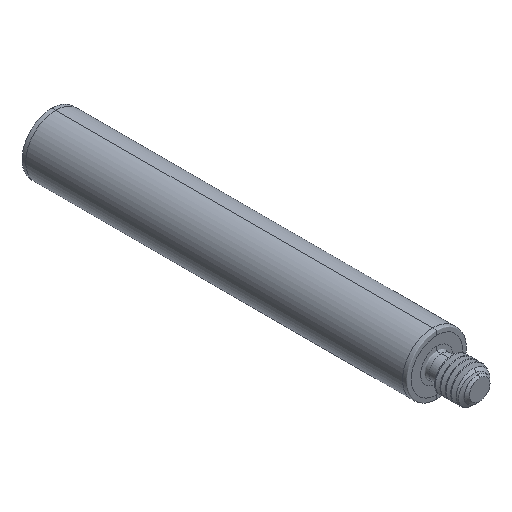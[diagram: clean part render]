
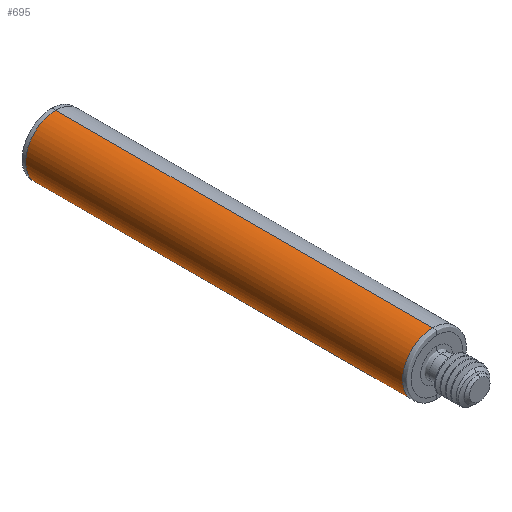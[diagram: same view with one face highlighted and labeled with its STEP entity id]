
A CAD part, isometric view. The second image highlights one B-rep face of the part: STEP entity #695.
In plain terms, the highlighted cylindrical face has radius 7 mm (diameter 14 mm), a partial arc.
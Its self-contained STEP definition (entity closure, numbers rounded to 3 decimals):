
#152 = DIRECTION ( 'NONE',  ( 0., -1., 0. ) ) ;
#161 = CARTESIAN_POINT ( 'NONE',  ( -7., 1., -0.916 ) ) ;
#251 = CARTESIAN_POINT ( 'NONE',  ( -5.598, 89., -4.302 ) ) ;
#325 = VERTEX_POINT ( 'NONE', #2364 ) ;
#330 = CYLINDRICAL_SURFACE ( 'NONE', #1812, 7. ) ;
#347 = CARTESIAN_POINT ( 'NONE',  ( -6.117, 1., 3.525 ) ) ;
#358 = CARTESIAN_POINT ( 'NONE',  ( -3.525, 1., -6.117 ) ) ;
#367 = CARTESIAN_POINT ( 'NONE',  ( -0.916, 1., -7. ) ) ;
#383 = CARTESIAN_POINT ( 'NONE',  ( 0., 89., -7. ) ) ;
#425 = CARTESIAN_POINT ( 'NONE',  ( -3.525, 89., 6.117 ) ) ;
#440 = CARTESIAN_POINT ( 'NONE',  ( -6.117, 89., 3.525 ) ) ;
#445 = EDGE_CURVE ( 'NONE', #325, #1628, #2319, .T. ) ;
#446 = CARTESIAN_POINT ( 'NONE',  ( -0.916, 89., 7. ) ) ;
#544 = CARTESIAN_POINT ( 'NONE',  ( -4.302, 1., -5.598 ) ) ;
#577 = CARTESIAN_POINT ( 'NONE',  ( 0., 1., 7. ) ) ;
#586 = ORIENTED_EDGE ( 'NONE', *, *, #1767, .T. ) ;
#624 = CARTESIAN_POINT ( 'NONE',  ( 0., 89., -7. ) ) ;
#636 = CARTESIAN_POINT ( 'NONE',  ( -4.302, 89., -5.598 ) ) ;
#695 = ADVANCED_FACE ( 'NONE', ( #2290 ), #330, .T. ) ;
#708 = CARTESIAN_POINT ( 'NONE',  ( -5.598, 1., 4.302 ) ) ;
#709 = VERTEX_POINT ( 'NONE', #2011 ) ;
#720 = CARTESIAN_POINT ( 'NONE',  ( -0.916, 1., 7. ) ) ;
#806 = CARTESIAN_POINT ( 'NONE',  ( -6.818, 89., -1.832 ) ) ;
#814 = CARTESIAN_POINT ( 'NONE',  ( -3.525, 89., -6.117 ) ) ;
#821 = CARTESIAN_POINT ( 'NONE',  ( -6.117, 89., -3.525 ) ) ;
#827 = CARTESIAN_POINT ( 'NONE',  ( 0., 89., 7. ) ) ;
#834 = EDGE_CURVE ( 'NONE', #1584, #325, #1676, .T. ) ;
#945 = CARTESIAN_POINT ( 'NONE',  ( -7., 1., 0.916 ) ) ;
#965 = ORIENTED_EDGE ( 'NONE', *, *, #445, .T. ) ;
#1119 = CARTESIAN_POINT ( 'NONE',  ( -1.832, 1., 6.818 ) ) ;
#1186 = VECTOR ( 'NONE', #2424, 1000. ) ;
#1261 = CARTESIAN_POINT ( 'NONE',  ( 0., 90., 0. ) ) ;
#1309 = CARTESIAN_POINT ( 'NONE',  ( 0., 90., -7. ) ) ;
#1325 = CARTESIAN_POINT ( 'NONE',  ( -6.818, 1., 1.832 ) ) ;
#1480 = B_SPLINE_CURVE_WITH_KNOTS ( 'NONE', 3,
 ( #827, #446, #2128, #425, #2323, #1774, #440, #1563, #1769, #1594, #806, #821, #251, #636, #814, #2135, #1929, #624 ),
 .UNSPECIFIED., .F., .F.,
 ( 4, 2, 2, 2, 2, 2, 2, 2, 4 ),
 ( 0., 0.063, 0.125, 0.187, 0.25, 0.313, 0.375, 0.438, 0.5 ),
 .UNSPECIFIED. ) ;
#1500 = LINE ( 'NONE', #2283, #2275 ) ;
#1563 = CARTESIAN_POINT ( 'NONE',  ( -6.818, 89., 1.832 ) ) ;
#1584 = VERTEX_POINT ( 'NONE', #383 ) ;
#1594 = CARTESIAN_POINT ( 'NONE',  ( -7., 89., -0.916 ) ) ;
#1603 = ORIENTED_EDGE ( 'NONE', *, *, #2189, .F. ) ;
#1628 = VERTEX_POINT ( 'NONE', #577 ) ;
#1676 = LINE ( 'NONE', #1309, #1186 ) ;
#1689 = CARTESIAN_POINT ( 'NONE',  ( -3.525, 1., 6.117 ) ) ;
#1698 = CARTESIAN_POINT ( 'NONE',  ( -4.302, 1., 5.598 ) ) ;
#1767 = EDGE_CURVE ( 'NONE', #709, #1584, #1480, .T. ) ;
#1769 = CARTESIAN_POINT ( 'NONE',  ( -7., 89., 0.916 ) ) ;
#1774 = CARTESIAN_POINT ( 'NONE',  ( -5.598, 89., 4.302 ) ) ;
#1812 = AXIS2_PLACEMENT_3D ( 'NONE', #1261, #152, #1839 ) ;
#1839 = DIRECTION ( 'NONE',  ( 0., 0., -1. ) ) ;
#1863 = CARTESIAN_POINT ( 'NONE',  ( -6.117, 1., -3.525 ) ) ;
#1921 = DIRECTION ( 'NONE',  ( 0., -1., 0. ) ) ;
#1929 = CARTESIAN_POINT ( 'NONE',  ( -0.916, 89., -7. ) ) ;
#2011 = CARTESIAN_POINT ( 'NONE',  ( 0., 89., 7. ) ) ;
#2039 = CARTESIAN_POINT ( 'NONE',  ( 0., 1., -7. ) ) ;
#2128 = CARTESIAN_POINT ( 'NONE',  ( -1.832, 89., 6.818 ) ) ;
#2130 = EDGE_LOOP ( 'NONE', ( #1603, #586, #2385, #965 ) ) ;
#2135 = CARTESIAN_POINT ( 'NONE',  ( -1.832, 89., -6.818 ) ) ;
#2189 = EDGE_CURVE ( 'NONE', #709, #1628, #1500, .T. ) ;
#2257 = CARTESIAN_POINT ( 'NONE',  ( -5.598, 1., -4.302 ) ) ;
#2275 = VECTOR ( 'NONE', #1921, 1000. ) ;
#2283 = CARTESIAN_POINT ( 'NONE',  ( 0., 90., 7. ) ) ;
#2290 = FACE_OUTER_BOUND ( 'NONE', #2130, .T. ) ;
#2319 = B_SPLINE_CURVE_WITH_KNOTS ( 'NONE', 3,
 ( #2039, #367, #2438, #358, #544, #2257, #1863, #2398, #161, #945, #1325, #347, #708, #1698, #1689, #1119, #720, #2418 ),
 .UNSPECIFIED., .F., .F.,
 ( 4, 2, 2, 2, 2, 2, 2, 2, 4 ),
 ( 0.5, 0.563, 0.625, 0.688, 0.75, 0.813, 0.875, 0.938, 1. ),
 .UNSPECIFIED. ) ;
#2323 = CARTESIAN_POINT ( 'NONE',  ( -4.302, 89., 5.598 ) ) ;
#2364 = CARTESIAN_POINT ( 'NONE',  ( 0., 1., -7. ) ) ;
#2385 = ORIENTED_EDGE ( 'NONE', *, *, #834, .T. ) ;
#2398 = CARTESIAN_POINT ( 'NONE',  ( -6.818, 1., -1.832 ) ) ;
#2418 = CARTESIAN_POINT ( 'NONE',  ( 0., 1., 7. ) ) ;
#2424 = DIRECTION ( 'NONE',  ( 0., -1., 0. ) ) ;
#2438 = CARTESIAN_POINT ( 'NONE',  ( -1.832, 1., -6.818 ) ) ;
